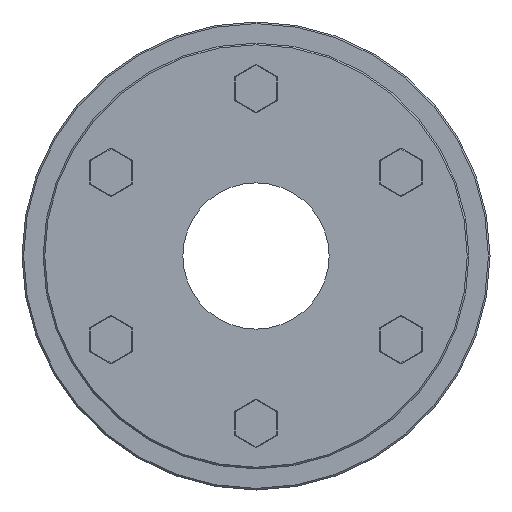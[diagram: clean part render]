
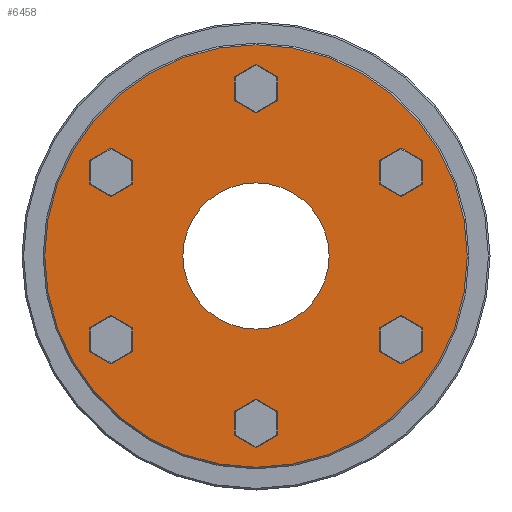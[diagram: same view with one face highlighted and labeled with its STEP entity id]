
A CAD part, left-side view. The second image highlights one B-rep face of the part: STEP entity #6458.
In plain terms, the highlighted planar face has unit normal (-1, 0, 0).
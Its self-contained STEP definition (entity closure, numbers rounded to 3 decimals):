
#452 = CARTESIAN_POINT ( 'NONE',  ( -42.7, 22.5, 0. ) ) ;
#453 = PLANE ( 'NONE',  #14787 ) ;
#455 = DIRECTION ( 'NONE',  ( -1., 0., 0. ) ) ;
#456 = DIRECTION ( 'NONE',  ( 0., 0., 1. ) ) ;
#837 = FACE_OUTER_BOUND ( 'NONE', #5556, .T. ) ;
#840 = FACE_BOUND ( 'NONE', #5570, .T. ) ;
#1178 = CIRCLE ( 'NONE', #1923, 65.002 ) ;
#1673 = CARTESIAN_POINT ( 'NONE',  ( -42.7, 0., 0. ) ) ;
#1674 = DIRECTION ( 'NONE',  ( -1., 0., 0. ) ) ;
#1675 = DIRECTION ( 'NONE',  ( 0., 0., 1. ) ) ;
#1923 = AXIS2_PLACEMENT_3D ( 'NONE', #1673, #1674, #1675 ) ;
#2210 = CARTESIAN_POINT ( 'NONE',  ( -42.7, -65.002, 0. ) ) ;
#2211 = CARTESIAN_POINT ( 'NONE',  ( -42.7, 65.002, 0. ) ) ;
#2232 = CARTESIAN_POINT ( 'NONE',  ( -42.7, 0., 22.5 ) ) ;
#2233 = CARTESIAN_POINT ( 'NONE',  ( -42.7, 0., -22.5 ) ) ;
#2953 = EDGE_CURVE ( 'NONE', #7532, #7531, #8121, .T. ) ;
#2958 = EDGE_CURVE ( 'NONE', #7531, #7532, #8130, .T. ) ;
#5556 = EDGE_LOOP ( 'NONE', ( #6886, #6887 ) ) ;
#5570 = EDGE_LOOP ( 'NONE', ( #6888, #6889 ) ) ;
#5859 = EDGE_CURVE ( 'NONE', #7510, #7509, #13449, .T. ) ;
#6458 = ADVANCED_FACE ( 'NONE', ( #837, #840 ), #453, .T. ) ;
#6886 = ORIENTED_EDGE ( 'NONE', *, *, #5859, .T. ) ;
#6887 = ORIENTED_EDGE ( 'NONE', *, *, #7357, .T. ) ;
#6888 = ORIENTED_EDGE ( 'NONE', *, *, #2953, .T. ) ;
#6889 = ORIENTED_EDGE ( 'NONE', *, *, #2958, .T. ) ;
#7357 = EDGE_CURVE ( 'NONE', #7509, #7510, #1178, .T. ) ;
#7509 = VERTEX_POINT ( 'NONE', #2210 ) ;
#7510 = VERTEX_POINT ( 'NONE', #2211 ) ;
#7531 = VERTEX_POINT ( 'NONE', #2232 ) ;
#7532 = VERTEX_POINT ( 'NONE', #2233 ) ;
#7691 = AXIS2_PLACEMENT_3D ( 'NONE', #8522, #8523, #8524 ) ;
#7692 = AXIS2_PLACEMENT_3D ( 'NONE', #8532, #8534, #8535 ) ;
#8121 = CIRCLE ( 'NONE', #7691, 22.5 ) ;
#8130 = CIRCLE ( 'NONE', #7692, 22.5 ) ;
#8522 = CARTESIAN_POINT ( 'NONE',  ( -42.7, 0., 0. ) ) ;
#8523 = DIRECTION ( 'NONE',  ( 1., 0., 0. ) ) ;
#8524 = DIRECTION ( 'NONE',  ( 0., 0., -1. ) ) ;
#8532 = CARTESIAN_POINT ( 'NONE',  ( -42.7, 0., 0. ) ) ;
#8534 = DIRECTION ( 'NONE',  ( 1., 0., 0. ) ) ;
#8535 = DIRECTION ( 'NONE',  ( 0., 0., -1. ) ) ;
#13449 = CIRCLE ( 'NONE', #14603, 65.002 ) ;
#14304 = CARTESIAN_POINT ( 'NONE',  ( -42.7, 0., 0. ) ) ;
#14305 = DIRECTION ( 'NONE',  ( -1., 0., 0. ) ) ;
#14306 = DIRECTION ( 'NONE',  ( 0., 0., 1. ) ) ;
#14603 = AXIS2_PLACEMENT_3D ( 'NONE', #14304, #14305, #14306 ) ;
#14787 = AXIS2_PLACEMENT_3D ( 'NONE', #452, #455, #456 ) ;
